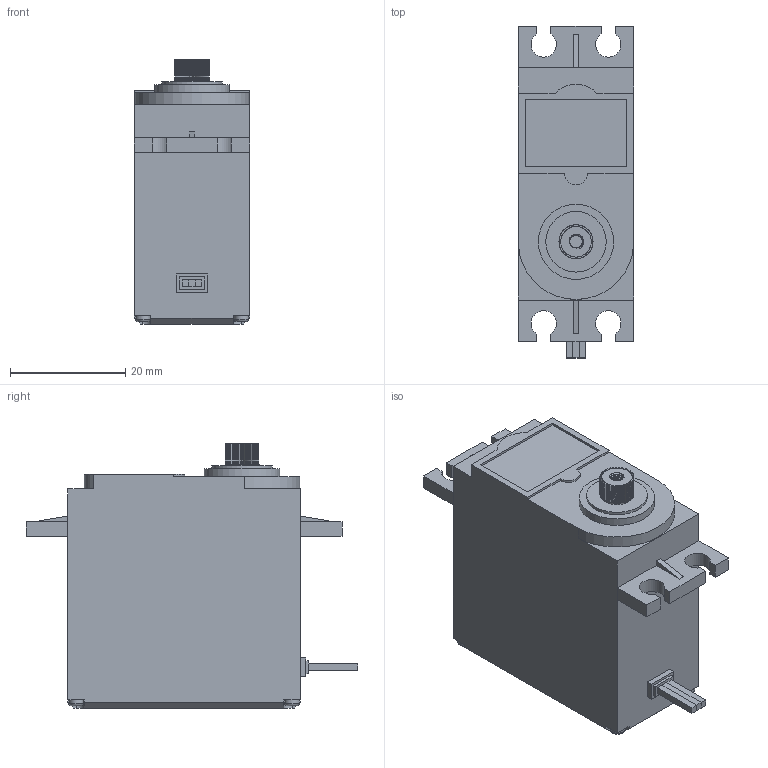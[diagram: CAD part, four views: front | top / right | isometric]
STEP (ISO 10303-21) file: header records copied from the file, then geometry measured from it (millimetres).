
FILE_DESCRIPTION(/* description */ (''),/* implementation_level */ '2;1');
FILE_NAME(/* name */ 'Servo Motor_.step',/* time_stamp */ '2024-02-03T21:04:48-06:00',/* author */ (''),/* organization */ (''),/* preprocessor_version */ 'ST-DEVELOPER v20',/* originating_system */ 'Autodesk Translation Framework v12.14.0.127',/* authorisation */ '');
FILE_SCHEMA (('AUTOMOTIVE_DESIGN { 1 0 10303 214 3 1 1 }'));
Length unit declared in the file: millimetre
Products named in the file (2): Servo Motor; Tornillo
Assembly tree (4 placements, depth 2):
  Servo Motor
    Tornillo  x4
Bounding box: 19.98 x 57.55 x 45.85 mm (x, y, z)
Volume: 32943.7 mm3; surface area: 8124.7 mm2
Topology: 11 solids, 11 shells, 824 faces, 2160 edges, 1377 vertices
Faces by surface type: cylinder 422, plane 380, bspline 18, torus 4
Full cylindrical faces by diameter (mm): 1.139 x20, 1.221 x24, 1.454 x24, 1.538 x36, 2.175 x5, 2.5 x4, 2.675 x2, 5.9 x1, 10.5 x1, 13.05 x1
Entity records: 30079 total; most frequent: CARTESIAN_POINT 14975, ORIENTED_EDGE 3330, DIRECTION 2803, EDGE_CURVE 1665, VERTEX_POINT 1059, LINE 977, VECTOR 977, AXIS2_PLACEMENT_3D 913
